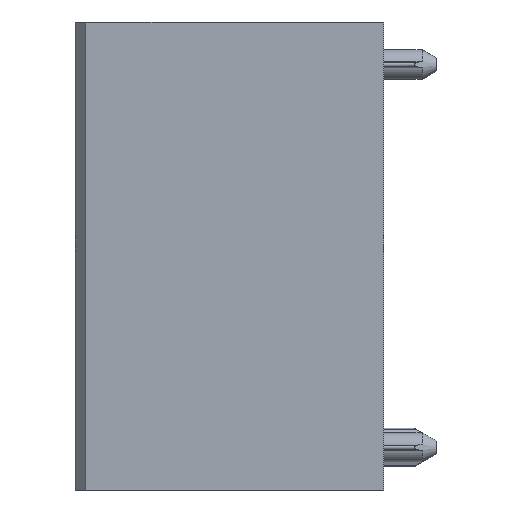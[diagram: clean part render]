
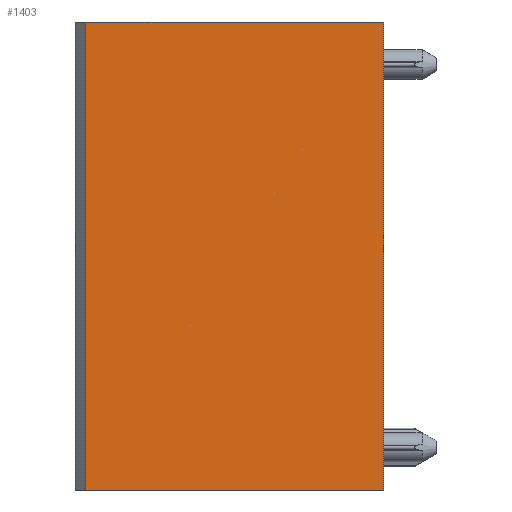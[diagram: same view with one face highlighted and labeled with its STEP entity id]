
A CAD part, left-side view. The second image highlights one B-rep face of the part: STEP entity #1403.
In plain terms, the highlighted planar face has unit normal (-1, 0, 0).
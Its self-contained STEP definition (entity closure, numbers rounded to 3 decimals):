
#6=DIRECTION('',(0.,-1.,0.));
#7=VECTOR('',#6,14.);
#8=CARTESIAN_POINT('',(-5.,14.,0.));
#9=LINE('',#8,#7);
#38=DIRECTION('',(0.,0.,-1.));
#39=VECTOR('',#38,22.);
#40=CARTESIAN_POINT('',(-5.,0.,0.));
#41=LINE('',#40,#39);
#171=DIRECTION('',(0.,0.,-1.));
#172=VECTOR('',#171,22.);
#173=CARTESIAN_POINT('',(-5.,14.,0.));
#174=LINE('',#173,#172);
#199=DIRECTION('',(0.,-1.,0.));
#200=VECTOR('',#199,14.);
#201=CARTESIAN_POINT('',(-5.,14.,-22.));
#202=LINE('',#201,#200);
#972=CARTESIAN_POINT('',(-5.,0.,0.));
#974=VERTEX_POINT('',#972);
#976=CARTESIAN_POINT('',(-5.,0.,-22.));
#978=VERTEX_POINT('',#976);
#1164=CARTESIAN_POINT('',(-5.,14.,0.));
#1165=CARTESIAN_POINT('',(-5.,14.,-22.));
#1166=VERTEX_POINT('',#1164);
#1167=VERTEX_POINT('',#1165);
#1391=CARTESIAN_POINT('',(-5.,14.5,0.));
#1392=DIRECTION('',(-1.,0.,0.));
#1393=DIRECTION('',(0.,-1.,0.));
#1394=AXIS2_PLACEMENT_3D('',#1391,#1392,#1393);
#1395=PLANE('',#1394);
#1396=ORIENTED_EDGE('',*,*,#1231,.T.);
#1397=ORIENTED_EDGE('',*,*,#1266,.T.);
#1399=ORIENTED_EDGE('',*,*,#1398,.F.);
#1400=ORIENTED_EDGE('',*,*,#1382,.F.);
#1401=EDGE_LOOP('',(#1396,#1397,#1399,#1400));
#1402=FACE_OUTER_BOUND('',#1401,.F.);
#1231=EDGE_CURVE('',#1166,#974,#9,.T.);
#1266=EDGE_CURVE('',#974,#978,#41,.T.);
#1382=EDGE_CURVE('',#1166,#1167,#174,.T.);
#1398=EDGE_CURVE('',#1167,#978,#202,.T.);
#1403=ADVANCED_FACE('',(#1402),#1395,.T.);
